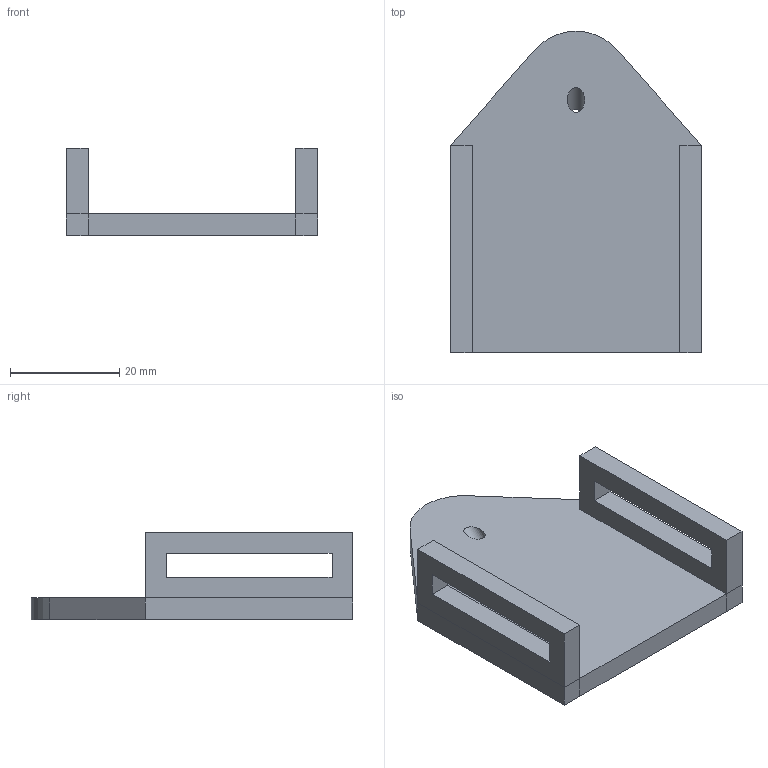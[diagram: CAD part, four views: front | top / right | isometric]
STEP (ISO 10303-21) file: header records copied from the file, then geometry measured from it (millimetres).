
FILE_DESCRIPTION(('FreeCAD Model'),'2;1');
FILE_NAME('Open CASCADE Shape Model','2024-12-15T01:57:16',(''),(''), 'Open CASCADE STEP processor 7.8','FreeCAD','Unknown');
FILE_SCHEMA(('AUTOMOTIVE_DESIGN { 1 0 10303 214 1 1 1 1 }'));
Length unit declared in the file: millimetre
Products named in the file (1): Base Body
Bounding box: 46 x 58.91 x 16 mm (x, y, z)
Volume: 11802.9 mm3; surface area: 7450.1 mm2
Topology: 1 solids, 1 shells, 31 faces, 77 edges, 48 vertices
Faces by surface type: plane 29, cylinder 2
Full cylindrical faces by diameter (mm): 3.2 x1
Entity records: 928 total; most frequent: CARTESIAN_POINT 157, ORIENTED_EDGE 154, DIRECTION 145, EDGE_CURVE 77, LINE 73, VECTOR 73, VERTEX_POINT 48, FACE_BOUND 37
